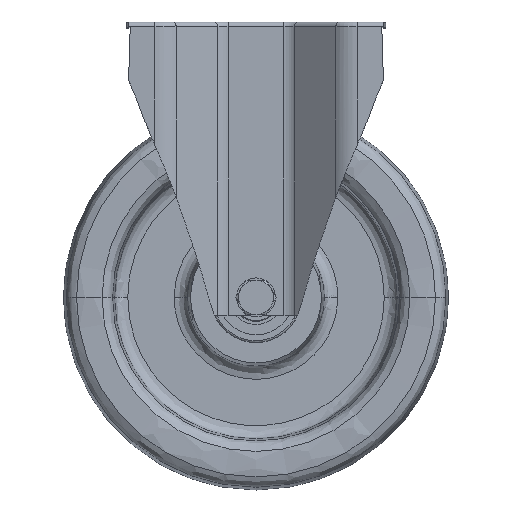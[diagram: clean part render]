
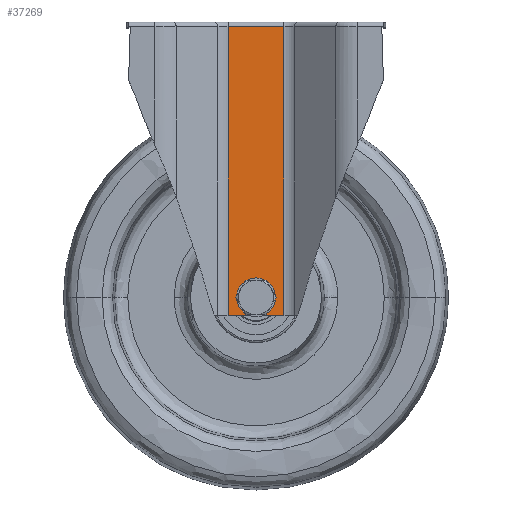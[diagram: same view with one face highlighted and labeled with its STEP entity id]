
A CAD part, top view. The second image highlights one B-rep face of the part: STEP entity #37269.
In plain terms, the highlighted planar face has unit normal (0, 0, 1).
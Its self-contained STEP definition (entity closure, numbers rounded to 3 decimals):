
#2411 = VERTEX_POINT ( 'NONE', #37479 ) ;
#3615 = EDGE_CURVE ( 'NONE', #48510, #2411, #51957, .T. ) ;
#5676 = LINE ( 'NONE', #14620, #25363 ) ;
#6198 = VERTEX_POINT ( 'NONE', #47944 ) ;
#8486 = CARTESIAN_POINT ( 'NONE',  ( -14.533, -2.4, 309.117 ) ) ;
#8598 = VECTOR ( 'NONE', #32009, 1000. ) ;
#9221 = LINE ( 'NONE', #23521, #8598 ) ;
#9419 = DIRECTION ( 'NONE',  ( 1., 0., 0. ) ) ;
#12161 = AXIS2_PLACEMENT_3D ( 'NONE', #17566, #47068, #21826 ) ;
#12737 = CIRCLE ( 'NONE', #37698, 6.25 ) ;
#12924 = EDGE_LOOP ( 'NONE', ( #44075, #41323, #29443, #35024 ) ) ;
#14620 = CARTESIAN_POINT ( 'NONE',  ( -14.533, -2.4, 309.117 ) ) ;
#15036 = FACE_OUTER_BOUND ( 'NONE', #12924, .T. ) ;
#17566 = CARTESIAN_POINT ( 'NONE',  ( 0., -143., 309.117 ) ) ;
#20502 = AXIS2_PLACEMENT_3D ( 'NONE', #36800, #41237, #32929 ) ;
#21569 = VECTOR ( 'NONE', #23441, 1000. ) ;
#21826 = DIRECTION ( 'NONE',  ( 0., -1., 0. ) ) ;
#22134 = EDGE_LOOP ( 'NONE', ( #45724, #26711 ) ) ;
#23265 = CARTESIAN_POINT ( 'NONE',  ( 14.533, 0., 309.117 ) ) ;
#23441 = DIRECTION ( 'NONE',  ( 0., 1., 0. ) ) ;
#23521 = CARTESIAN_POINT ( 'NONE',  ( -14.533, -152.3, 309.117 ) ) ;
#25363 = VECTOR ( 'NONE', #39837, 1000. ) ;
#26167 = CARTESIAN_POINT ( 'NONE',  ( 14.533, -152.3, 309.117 ) ) ;
#26373 = CARTESIAN_POINT ( 'NONE',  ( 0., -149.25, 309.117 ) ) ;
#26522 = DIRECTION ( 'NONE',  ( 0., 0., 1. ) ) ;
#26711 = ORIENTED_EDGE ( 'NONE', *, *, #40654, .F. ) ;
#27947 = EDGE_CURVE ( 'NONE', #6198, #44955, #53331, .T. ) ;
#28730 = PLANE ( 'NONE',  #20502 ) ;
#29443 = ORIENTED_EDGE ( 'NONE', *, *, #38667, .T. ) ;
#32009 = DIRECTION ( 'NONE',  ( 0., -1., 0. ) ) ;
#32929 = DIRECTION ( 'NONE',  ( 0., -1., 0. ) ) ;
#34268 = CARTESIAN_POINT ( 'NONE',  ( -14.533, -152.3, 309.117 ) ) ;
#34520 = LINE ( 'NONE', #34268, #47121 ) ;
#35024 = ORIENTED_EDGE ( 'NONE', *, *, #44979, .T. ) ;
#35449 = VERTEX_POINT ( 'NONE', #8486 ) ;
#35531 = CARTESIAN_POINT ( 'NONE',  ( 0., -143., 309.117 ) ) ;
#36800 = CARTESIAN_POINT ( 'NONE',  ( -14.533, -155., 309.117 ) ) ;
#37269 = ADVANCED_FACE ( 'NONE', ( #46030, #15036 ), #28730, .T. ) ;
#37479 = CARTESIAN_POINT ( 'NONE',  ( 14.533, -2.4, 309.117 ) ) ;
#37698 = AXIS2_PLACEMENT_3D ( 'NONE', #35531, #26522, #47897 ) ;
#38667 = EDGE_CURVE ( 'NONE', #35449, #50133, #9221, .T. ) ;
#39837 = DIRECTION ( 'NONE',  ( -1., 0., 0. ) ) ;
#40165 = EDGE_CURVE ( 'NONE', #2411, #35449, #5676, .T. ) ;
#40654 = EDGE_CURVE ( 'NONE', #44955, #6198, #12737, .T. ) ;
#41237 = DIRECTION ( 'NONE',  ( 0., 0., 1. ) ) ;
#41323 = ORIENTED_EDGE ( 'NONE', *, *, #40165, .T. ) ;
#44075 = ORIENTED_EDGE ( 'NONE', *, *, #3615, .T. ) ;
#44955 = VERTEX_POINT ( 'NONE', #26373 ) ;
#44979 = EDGE_CURVE ( 'NONE', #50133, #48510, #34520, .T. ) ;
#45724 = ORIENTED_EDGE ( 'NONE', *, *, #27947, .F. ) ;
#46030 = FACE_BOUND ( 'NONE', #22134, .T. ) ;
#46069 = CARTESIAN_POINT ( 'NONE',  ( -14.533, -152.3, 309.117 ) ) ;
#47068 = DIRECTION ( 'NONE',  ( 0., 0., 1. ) ) ;
#47121 = VECTOR ( 'NONE', #9419, 1000. ) ;
#47897 = DIRECTION ( 'NONE',  ( 0., -1., 0. ) ) ;
#47944 = CARTESIAN_POINT ( 'NONE',  ( 0., -136.75, 309.117 ) ) ;
#48510 = VERTEX_POINT ( 'NONE', #26167 ) ;
#50133 = VERTEX_POINT ( 'NONE', #46069 ) ;
#51957 = LINE ( 'NONE', #23265, #21569 ) ;
#53331 = CIRCLE ( 'NONE', #12161, 6.25 ) ;
